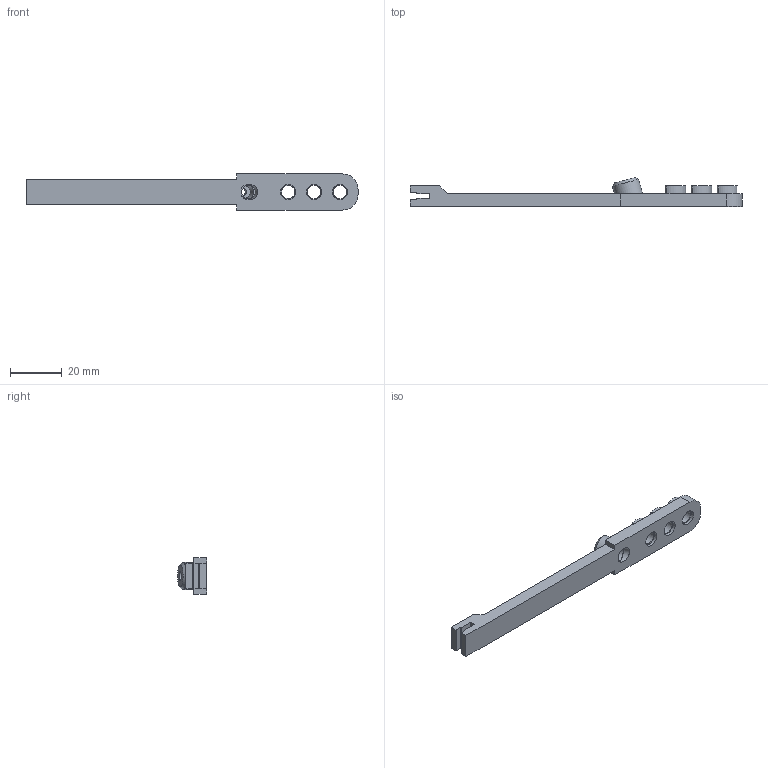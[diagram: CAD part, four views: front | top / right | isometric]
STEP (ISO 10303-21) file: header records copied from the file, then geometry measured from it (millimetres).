
FILE_DESCRIPTION(/* description */ (''),/* implementation_level */ '2;1');
FILE_NAME(/* name */ 'Lyskryss v8.step',/* time_stamp */ '2023-07-21T15:37:24+02:00',/* author */ (''),/* organization */ (''),/* preprocessor_version */ 'ST-DEVELOPER v19.2',/* originating_system */ 'Autodesk Translation Framework v12.6.0.85',/* authorisation */ '');
FILE_SCHEMA (('AUTOMOTIVE_DESIGN { 1 0 10303 214 3 1 1 }'));
Length unit declared in the file: millimetre
Products named in the file (1): Lyskryss
Bounding box: 128.5 x 11.25 x 14 mm (x, y, z)
Volume: 7688.1 mm3; surface area: 5374.8 mm2
Topology: 1 solids, 1 shells, 66 faces, 165 edges, 110 vertices
Faces by surface type: plane 36, cylinder 25, bspline 4, cone 1
Full cylindrical faces by diameter (mm): 3.5 x1, 5.2 x4, 6 x3, 6.5 x1, 10.5 x1
Entity records: 2165 total; most frequent: CARTESIAN_POINT 465, DIRECTION 355, ORIENTED_EDGE 330, EDGE_CURVE 165, AXIS2_PLACEMENT_3D 128, VERTEX_POINT 110, LINE 99, VECTOR 99
